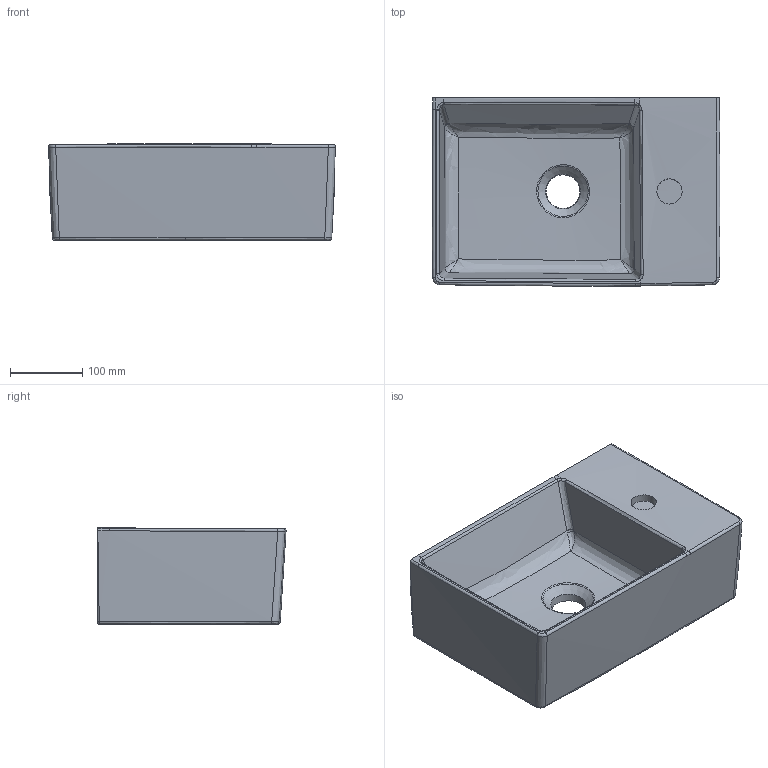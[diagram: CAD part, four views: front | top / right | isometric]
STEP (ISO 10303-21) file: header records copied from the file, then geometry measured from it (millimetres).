
FILE_DESCRIPTION(/* description */ (''),/* implementation_level */ '2;1');
FILE_NAME(/* name */ '432340_Memento_2.0_HWB_40.stp',/* time_stamp */ '2019-02-21T06:52:28+01:00',/* author */ (''),/* organization */ (''),/* preprocessor_version */ 'ST-DEVELOPER v16',/* originating_system */ 'SIEMENS PLM Software NX 10.0',/* authorisation */ '');
FILE_SCHEMA (('AUTOMOTIVE_DESIGN { 1 0 10303 214 3 1 1 1 }'));
Length unit declared in the file: millimetre
Products named in the file (1): math1B1037519h4k
Bounding box: 399.19 x 261.55 x 134 mm (x, y, z)
Volume: 6356857.4 mm3; surface area: 442703 mm2
Topology: 1 solids, 1 shells, 191 faces, 473 edges, 274 vertices
Faces by surface type: bspline 161, cylinder 12, plane 11, extrusion 3, sphere 2, cone 2
Entity records: 13533 total; most frequent: CARTESIAN_POINT 10365, ORIENTED_EDGE 904, EDGE_CURVE 452, B_SPLINE_CURVE_WITH_KNOTS 328, VERTEX_POINT 270, DIRECTION 266, EDGE_LOOP 200, ADVANCED_FACE 191
